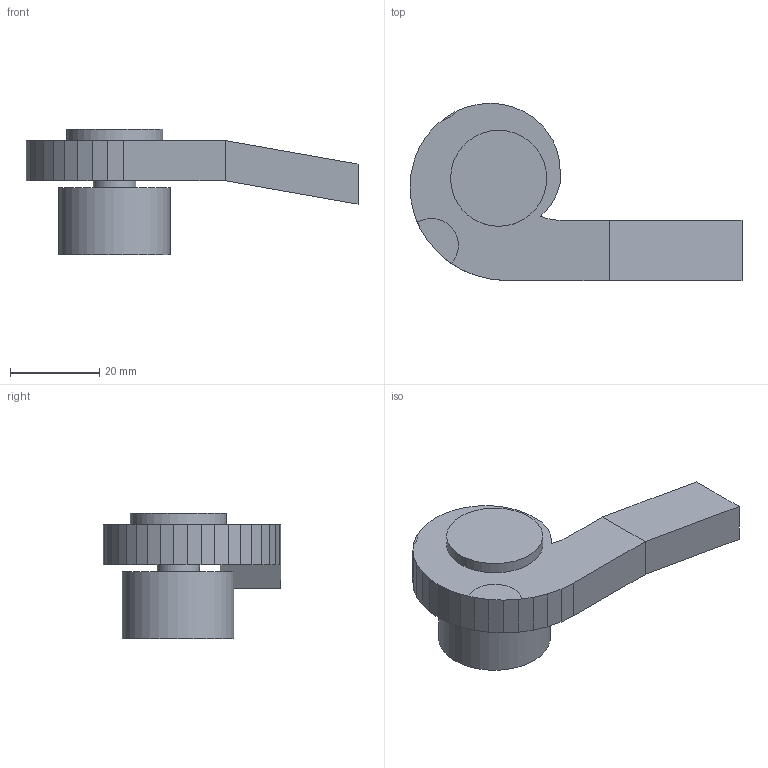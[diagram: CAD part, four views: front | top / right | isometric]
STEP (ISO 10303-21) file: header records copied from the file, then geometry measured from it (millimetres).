
FILE_DESCRIPTION(/* description */ (''),/* implementation_level */ '2;1');
FILE_NAME(/* name */ 'flowing-noodle.stp',/* time_stamp */ '2015-11-14T16:18:25+09:00',/* author */ (''),/* organization */ (''),/* preprocessor_version */ 'ST-DEVELOPER v16.1',/* originating_system */ 'Autodesk Translation Framework v4.1.0.1560',/* authorisation */ '');
FILE_SCHEMA (('AUTOMOTIVE_DESIGN { 1 0 10303 214 3 1 1 }'));
Length unit declared in the file: centimetre
Products named in the file (1): Fusion コンポーネント
Bounding box: 74.29 x 39.66 x 28 mm (x, y, z)
Volume: 23157.2 mm3; surface area: 7411.5 mm2
Topology: 1 solids, 1 shells, 55 faces, 148 edges, 98 vertices
Faces by surface type: plane 51, cylinder 4
Full cylindrical faces by diameter (mm): 9.5 x1, 21.5 x1, 25 x1
Entity records: 1705 total; most frequent: CARTESIAN_POINT 299, ORIENTED_EDGE 290, DIRECTION 267, EDGE_CURVE 145, LINE 135, VECTOR 135, VERTEX_POINT 98, AXIS2_PLACEMENT_3D 66
